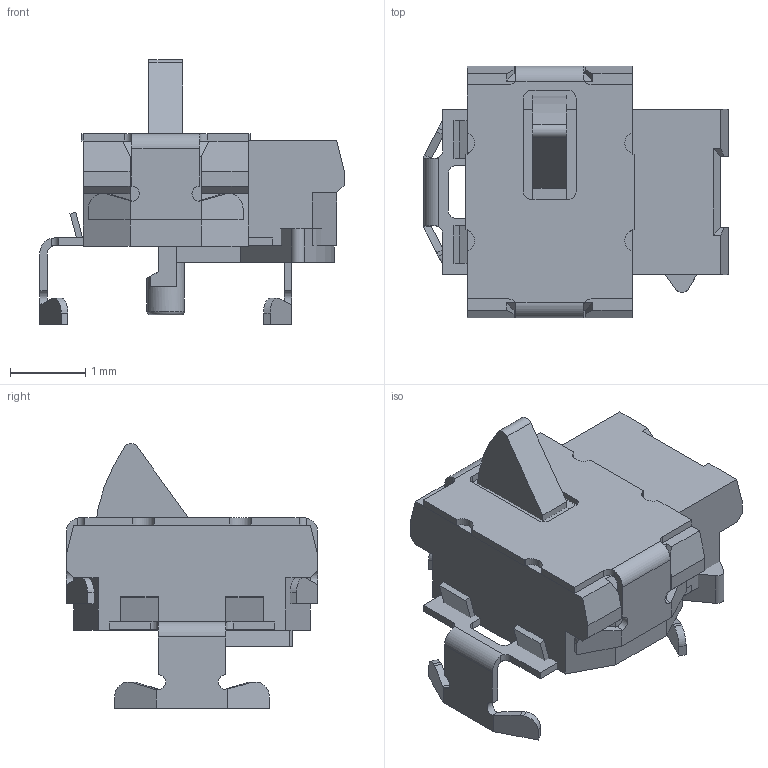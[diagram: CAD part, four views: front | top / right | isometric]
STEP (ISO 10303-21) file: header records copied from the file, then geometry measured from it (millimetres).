
FILE_DESCRIPTION( ( 'Unknown' ), '1' );
FILE_NAME( 'ese16j001-std-sk.stp', 'Unknown', ( 'Unknown' ), ( 'Unknown' ), 'PSStep 10.0', 'Unknown', ' ' );
FILE_SCHEMA( ( 'AUTOMOTIVE_DESIGN { 1 0 10303 214 1 1 1 1 }' ) );
Length unit declared in the file: millimetre
Products named in the file (8): Assem1; sw-131-e16cs1-r02; sw-131-e16cv3-r01; sw-131-e16ts1-lf-r04; sw-131-e16ts1-rr-r04; sw-131-e16ts1-fr-r04; sw-131-e16ts1-lr-r04; sw-241-e16lv2-r02
Bounding box: 4.05 x 3.35 x 3.52 mm (x, y, z)
Volume: 23.3 mm3; surface area: 131.1 mm2
Topology: 14 solids, 14 shells, 470 faces, 1284 edges, 844 vertices
Faces by surface type: plane 342, cylinder 124, torus 4
Full cylindrical faces by diameter (mm): 0.5 x2
Entity records: 10385 total; most frequent: CARTESIAN_POINT 1376, ORIENTED_EDGE 1272, DIRECTION 1237, EDGE_CURVE 636, LINE 487, VECTOR 487, PRESENTATION_STYLE_ASSIGNMENT 477, COLOUR_RGB 477
